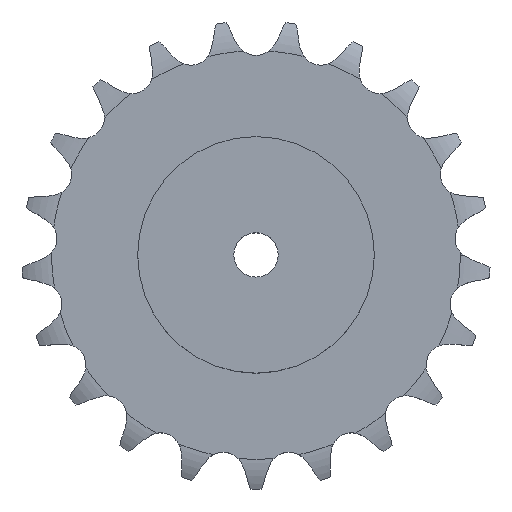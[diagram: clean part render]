
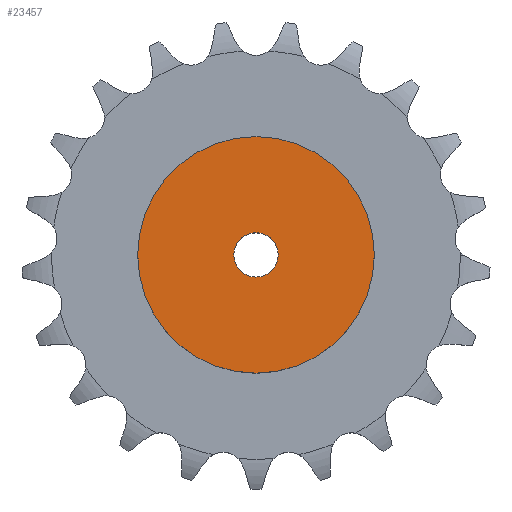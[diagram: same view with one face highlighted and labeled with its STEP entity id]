
A CAD part, top view. The second image highlights one B-rep face of the part: STEP entity #23457.
In plain terms, the highlighted planar face has unit normal (0, 0, 1).
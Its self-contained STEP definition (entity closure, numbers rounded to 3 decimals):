
#3045 = CYLINDRICAL_SURFACE('',#3046,80.);
#3046 = AXIS2_PLACEMENT_3D('',#3047,#3048,#3049);
#3047 = CARTESIAN_POINT('',(0.,0.,0.));
#3048 = DIRECTION('',(-0.,-0.,-1.));
#3049 = DIRECTION('',(1.,0.,0.));
#15028 = VERTEX_POINT('',#15029);
#15029 = CARTESIAN_POINT('',(80.,0.,75.));
#15050 = EDGE_CURVE('',#15028,#15028,#15051,.T.);
#15051 = SURFACE_CURVE('',#15052,(#15057,#15064),.PCURVE_S1.);
#15052 = CIRCLE('',#15053,80.);
#15053 = AXIS2_PLACEMENT_3D('',#15054,#15055,#15056);
#15054 = CARTESIAN_POINT('',(0.,0.,75.));
#15055 = DIRECTION('',(0.,0.,1.));
#15056 = DIRECTION('',(1.,0.,0.));
#15057 = PCURVE('',#3045,#15058);
#15058 = DEFINITIONAL_REPRESENTATION('',(#15059),#15063);
#15059 = LINE('',#15060,#15061);
#15060 = CARTESIAN_POINT('',(-0.,-75.));
#15061 = VECTOR('',#15062,1.);
#15062 = DIRECTION('',(-1.,0.));
#15063 = ( GEOMETRIC_REPRESENTATION_CONTEXT(2) 
PARAMETRIC_REPRESENTATION_CONTEXT() REPRESENTATION_CONTEXT('2D SPACE',''
  ) );
#15064 = PCURVE('',#15065,#15070);
#15065 = PLANE('',#15066);
#15066 = AXIS2_PLACEMENT_3D('',#15067,#15068,#15069);
#15067 = CARTESIAN_POINT('',(0.,0.,75.)
  );
#15068 = DIRECTION('',(0.,0.,1.));
#15069 = DIRECTION('',(1.,0.,0.));
#15070 = DEFINITIONAL_REPRESENTATION('',(#15071),#15075);
#15071 = CIRCLE('',#15072,80.);
#15072 = AXIS2_PLACEMENT_2D('',#15073,#15074);
#15073 = CARTESIAN_POINT('',(0.,0.));
#15074 = DIRECTION('',(1.,0.));
#15075 = ( GEOMETRIC_REPRESENTATION_CONTEXT(2) 
PARAMETRIC_REPRESENTATION_CONTEXT() REPRESENTATION_CONTEXT('2D SPACE',''
  ) );
#20066 = CYLINDRICAL_SURFACE('',#20067,15.);
#20067 = AXIS2_PLACEMENT_3D('',#20068,#20069,#20070);
#20068 = CARTESIAN_POINT('',(0.,0.,491.306));
#20069 = DIRECTION('',(0.,0.,1.));
#20070 = DIRECTION('',(1.,0.,0.));
#23457 = ADVANCED_FACE('',(#23458,#23461),#15065,.T.);
#23458 = FACE_BOUND('',#23459,.T.);
#23459 = EDGE_LOOP('',(#23460));
#23460 = ORIENTED_EDGE('',*,*,#15050,.T.);
#23461 = FACE_BOUND('',#23462,.T.);
#23462 = EDGE_LOOP('',(#23463));
#23463 = ORIENTED_EDGE('',*,*,#23464,.F.);
#23464 = EDGE_CURVE('',#23465,#23465,#23467,.T.);
#23465 = VERTEX_POINT('',#23466);
#23466 = CARTESIAN_POINT('',(15.,0.,75.));
#23467 = SURFACE_CURVE('',#23468,(#23473,#23480),.PCURVE_S1.);
#23468 = CIRCLE('',#23469,15.);
#23469 = AXIS2_PLACEMENT_3D('',#23470,#23471,#23472);
#23470 = CARTESIAN_POINT('',(0.,0.,75.));
#23471 = DIRECTION('',(0.,0.,1.));
#23472 = DIRECTION('',(1.,0.,0.));
#23473 = PCURVE('',#15065,#23474);
#23474 = DEFINITIONAL_REPRESENTATION('',(#23475),#23479);
#23475 = CIRCLE('',#23476,15.);
#23476 = AXIS2_PLACEMENT_2D('',#23477,#23478);
#23477 = CARTESIAN_POINT('',(0.,0.));
#23478 = DIRECTION('',(1.,0.));
#23479 = ( GEOMETRIC_REPRESENTATION_CONTEXT(2) 
PARAMETRIC_REPRESENTATION_CONTEXT() REPRESENTATION_CONTEXT('2D SPACE',''
  ) );
#23480 = PCURVE('',#20066,#23481);
#23481 = DEFINITIONAL_REPRESENTATION('',(#23482),#23486);
#23482 = LINE('',#23483,#23484);
#23483 = CARTESIAN_POINT('',(0.,-416.306));
#23484 = VECTOR('',#23485,1.);
#23485 = DIRECTION('',(1.,0.));
#23486 = ( GEOMETRIC_REPRESENTATION_CONTEXT(2) 
PARAMETRIC_REPRESENTATION_CONTEXT() REPRESENTATION_CONTEXT('2D SPACE',''
  ) );
